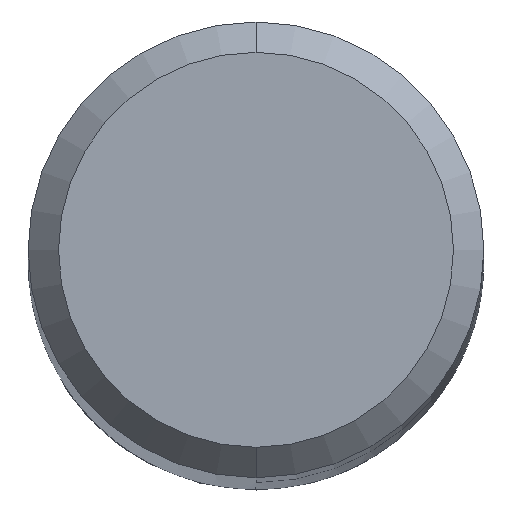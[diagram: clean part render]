
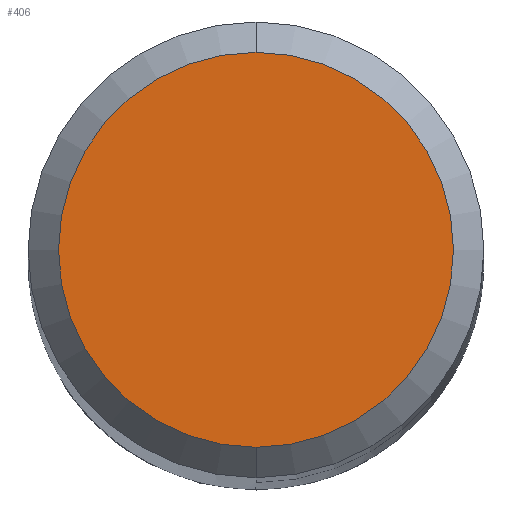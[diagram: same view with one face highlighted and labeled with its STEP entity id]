
A CAD part, top view. The second image highlights one B-rep face of the part: STEP entity #406.
In plain terms, the highlighted planar face has unit normal (0, 0, 1).
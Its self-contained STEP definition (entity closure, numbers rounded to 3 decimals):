
#340=VERTEX_POINT('',#841);
#406=ADVANCED_FACE('',(#916),#917,.T.);
#554=EDGE_CURVE('',#340,#668,#1076,.T.);
#668=VERTEX_POINT('',#1201);
#680=EDGE_CURVE('',#668,#340,#1213,.T.);
#841=CARTESIAN_POINT('',(0.0,2.6,0.0));
#916=FACE_OUTER_BOUND('',#2289,.T.);
#917=PLANE('',#2290);
#1076=CIRCLE('',#3009,2.6);
#1201=CARTESIAN_POINT('',(0.,-2.6,0.0));
#1213=CIRCLE('',#3360,2.6);
#2289=EDGE_LOOP('',(#4233,#4234));
#2290=AXIS2_PLACEMENT_3D('',#4235,#4236,#4237);
#3009=AXIS2_PLACEMENT_3D('',#4433,#4434,#4435);
#3360=AXIS2_PLACEMENT_3D('',#4615,#4616,#4617);
#4233=ORIENTED_EDGE('',*,*,#554,.F.);
#4234=ORIENTED_EDGE('',*,*,#680,.F.);
#4235=CARTESIAN_POINT('',(0.0,1.3,0.0));
#4236=DIRECTION('',(-0.0,0.0,1.0));
#4237=DIRECTION('',(0.0,-1.0,0.0));
#4433=CARTESIAN_POINT('',(0.0,0.0,0.0));
#4434=DIRECTION('',(0.0,0.0,-1.0));
#4435=DIRECTION('',(0.0,1.0,0.0));
#4615=CARTESIAN_POINT('',(0.0,0.0,0.0));
#4616=DIRECTION('',(0.0,0.0,-1.0));
#4617=DIRECTION('',(0.0,1.0,0.0));
